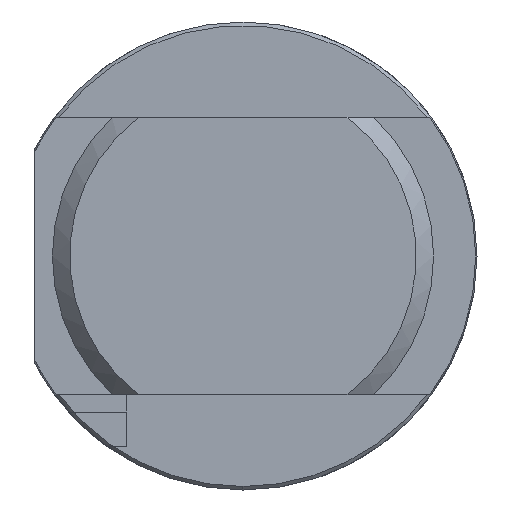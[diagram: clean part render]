
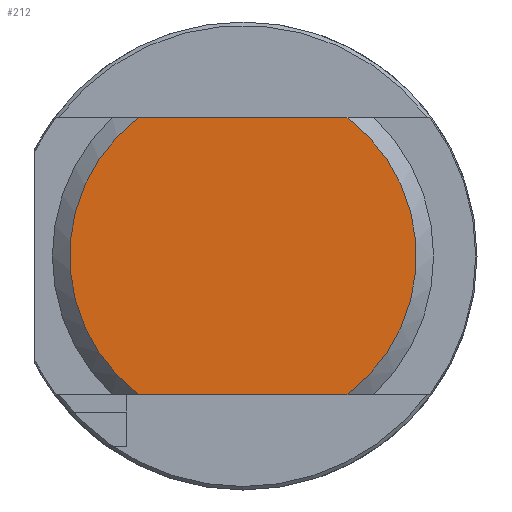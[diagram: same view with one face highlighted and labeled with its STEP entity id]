
A CAD part, left-side view. The second image highlights one B-rep face of the part: STEP entity #212.
In plain terms, the highlighted planar face has unit normal (-1, 0, 0).
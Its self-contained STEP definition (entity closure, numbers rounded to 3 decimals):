
#212 = ADVANCED_FACE ( 'NONE', ( #2720 ), #776, .F. ) ;
#498 = AXIS2_PLACEMENT_3D ( 'NONE', #3767, #3773, #3774 ) ;
#532 = AXIS2_PLACEMENT_3D ( 'NONE', #3980, #3983, #3984 ) ;
#670 = CIRCLE ( 'NONE', #498, 10. ) ;
#775 = CARTESIAN_POINT ( 'NONE',  ( 0., 0., 0. ) ) ;
#776 = PLANE ( 'NONE',  #1047 ) ;
#778 = DIRECTION ( 'NONE',  ( 1., 0., 0. ) ) ;
#779 = DIRECTION ( 'NONE',  ( 0., 0., -1. ) ) ;
#1047 = AXIS2_PLACEMENT_3D ( 'NONE', #775, #778, #779 ) ;
#1266 = EDGE_CURVE ( 'NONE', #1418, #1475, #670, .T. ) ;
#1340 = EDGE_CURVE ( 'NONE', #1487, #1475, #3052, .T. ) ;
#1341 = EDGE_CURVE ( 'NONE', #1487, #1490, #3064, .T. ) ;
#1342 = EDGE_CURVE ( 'NONE', #1418, #1490, #3050, .T. ) ;
#1418 = VERTEX_POINT ( 'NONE', #4192 ) ;
#1475 = VERTEX_POINT ( 'NONE', #3323 ) ;
#1487 = VERTEX_POINT ( 'NONE', #3335 ) ;
#1490 = VERTEX_POINT ( 'NONE', #3338 ) ;
#2313 = ORIENTED_EDGE ( 'NONE', *, *, #1340, .F. ) ;
#2314 = ORIENTED_EDGE ( 'NONE', *, *, #1266, .T. ) ;
#2315 = ORIENTED_EDGE ( 'NONE', *, *, #1342, .F. ) ;
#2316 = ORIENTED_EDGE ( 'NONE', *, *, #1341, .T. ) ;
#2475 = EDGE_LOOP ( 'NONE', ( #2316, #2315, #2314, #2313 ) ) ;
#2720 = FACE_OUTER_BOUND ( 'NONE', #2475, .T. ) ;
#3050 = LINE ( 'NONE', #3985, #3051 ) ;
#3051 = VECTOR ( 'NONE', #3986, 1000. ) ;
#3052 = LINE ( 'NONE', #3965, #3060 ) ;
#3060 = VECTOR ( 'NONE', #3981, 1000. ) ;
#3064 = CIRCLE ( 'NONE', #532, 10. ) ;
#3323 = CARTESIAN_POINT ( 'NONE',  ( 0., -6., 8. ) ) ;
#3335 = CARTESIAN_POINT ( 'NONE',  ( 0., 6., 8. ) ) ;
#3338 = CARTESIAN_POINT ( 'NONE',  ( 0., 6., -8. ) ) ;
#3767 = CARTESIAN_POINT ( 'NONE',  ( 0., 0., 0. ) ) ;
#3773 = DIRECTION ( 'NONE',  ( -1., 0., 0. ) ) ;
#3774 = DIRECTION ( 'NONE',  ( 0., 0., -1. ) ) ;
#3965 = CARTESIAN_POINT ( 'NONE',  ( 0., 12.75, 8. ) ) ;
#3980 = CARTESIAN_POINT ( 'NONE',  ( 0., 0., 0. ) ) ;
#3981 = DIRECTION ( 'NONE',  ( 0., -1., 0. ) ) ;
#3983 = DIRECTION ( 'NONE',  ( -1., 0., 0. ) ) ;
#3984 = DIRECTION ( 'NONE',  ( 0., 0., -1. ) ) ;
#3985 = CARTESIAN_POINT ( 'NONE',  ( 0., 12.75, -8. ) ) ;
#3986 = DIRECTION ( 'NONE',  ( 0., 1., 0. ) ) ;
#4192 = CARTESIAN_POINT ( 'NONE',  ( 0., -6., -8. ) ) ;
